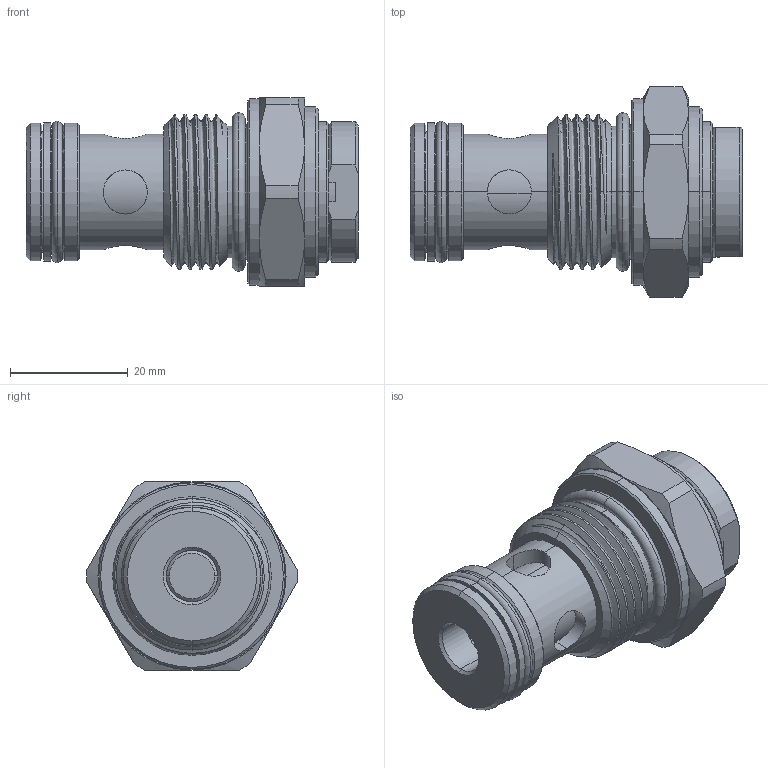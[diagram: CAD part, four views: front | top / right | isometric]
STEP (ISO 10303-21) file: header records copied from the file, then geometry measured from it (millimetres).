
FILE_DESCRIPTION (( 'STEP AP203' ), '1' );
FILE_NAME ('CV17E22-N.STEP', '2016-05-18T00:39:18', ( '' ), ( '' ), 'SwSTEP 2.0', 'SolidWorks 2012', '' );
FILE_SCHEMA (( 'CONFIG_CONTROL_DESIGN' ));
Length unit declared in the file: millimetre
Products named in the file (1): CV17E22-N
Bounding box: 56.5 x 35.79 x 32 mm (x, y, z)
Volume: 26760.9 mm3; surface area: 8835.8 mm2
Topology: 4 solids, 4 shells, 136 faces, 306 edges, 188 vertices
Faces by surface type: cylinder 56, cone 38, plane 25, torus 14, sphere 2, bspline 1
Entity records: 6403 total; most frequent: CARTESIAN_POINT 3345, DIRECTION 638, ORIENTED_EDGE 612, EDGE_CURVE 306, AXIS2_PLACEMENT_3D 274, VERTEX_POINT 188, EDGE_LOOP 152, CIRCLE 138
